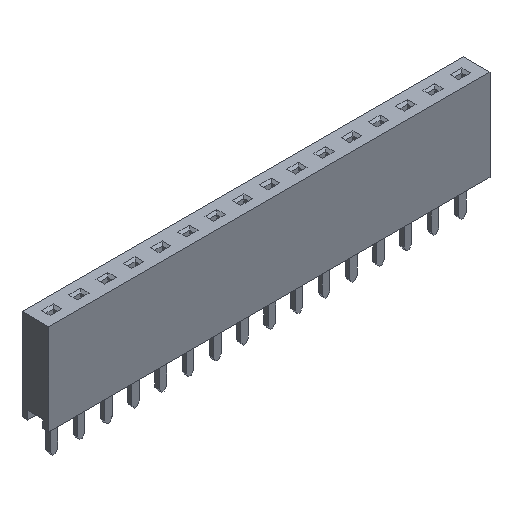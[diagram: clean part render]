
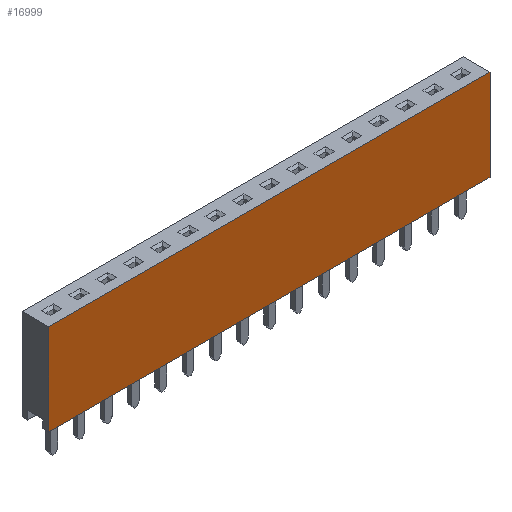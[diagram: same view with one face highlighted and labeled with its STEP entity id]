
A CAD part, isometric view. The second image highlights one B-rep face of the part: STEP entity #16999.
In plain terms, the highlighted planar face has unit normal (0, -1, 0).
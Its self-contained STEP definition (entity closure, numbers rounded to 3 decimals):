
#2496=ORIENTED_EDGE('',*,*,#5264,.T.);
#2497=ORIENTED_EDGE('',*,*,#5265,.T.);
#2498=ORIENTED_EDGE('',*,*,#5252,.T.);
#2499=ORIENTED_EDGE('',*,*,#5263,.T.);
#5252=EDGE_CURVE('',#6639,#6638,#8028,.T.);
#5263=EDGE_CURVE('',#6638,#6647,#8039,.T.);
#5264=EDGE_CURVE('',#6647,#6648,#8040,.T.);
#5265=EDGE_CURVE('',#6648,#6639,#8041,.T.);
#6638=VERTEX_POINT('',#24348);
#6639=VERTEX_POINT('',#24350);
#6647=VERTEX_POINT('',#24370);
#6648=VERTEX_POINT('',#24374);
#8028=LINE('',#24349,#9668);
#8039=LINE('',#24371,#9679);
#8040=LINE('',#24373,#9680);
#8041=LINE('',#24375,#9681);
#9668=VECTOR('',#20270,1000.);
#9679=VECTOR('',#20285,1000.);
#9680=VECTOR('',#20288,1000.);
#9681=VECTOR('',#20289,1000.);
#10337=EDGE_LOOP('',(#2496,#2497,#2498,#2499));
#11035=FACE_BOUND('',#10337,.T.);
#11733=PLANE('',#17736);
#16999=ADVANCED_FACE('',(#11035),#11733,.T.);
#17736=AXIS2_PLACEMENT_3D('',#24372,#20286,#20287);
#20270=DIRECTION('',(1.,0.,0.));
#20285=DIRECTION('',(0.,0.,1.));
#20286=DIRECTION('',(0.,-1.,0.));
#20287=DIRECTION('',(0.,0.,-1.));
#20288=DIRECTION('',(-1.,0.,0.));
#20289=DIRECTION('',(0.,0.,-1.));
#24348=CARTESIAN_POINT('',(20.57,-1.25,-4.25));
#24349=CARTESIAN_POINT('',(-20.57,-1.25,-4.25));
#24350=CARTESIAN_POINT('',(-20.57,-1.25,-4.25));
#24370=CARTESIAN_POINT('',(20.57,-1.25,4.25));
#24371=CARTESIAN_POINT('',(20.57,-1.25,-4.25));
#24372=CARTESIAN_POINT('',(0.,-1.25,0.));
#24373=CARTESIAN_POINT('',(20.57,-1.25,4.25));
#24374=CARTESIAN_POINT('',(-20.57,-1.25,4.25));
#24375=CARTESIAN_POINT('',(-20.57,-1.25,4.25));
